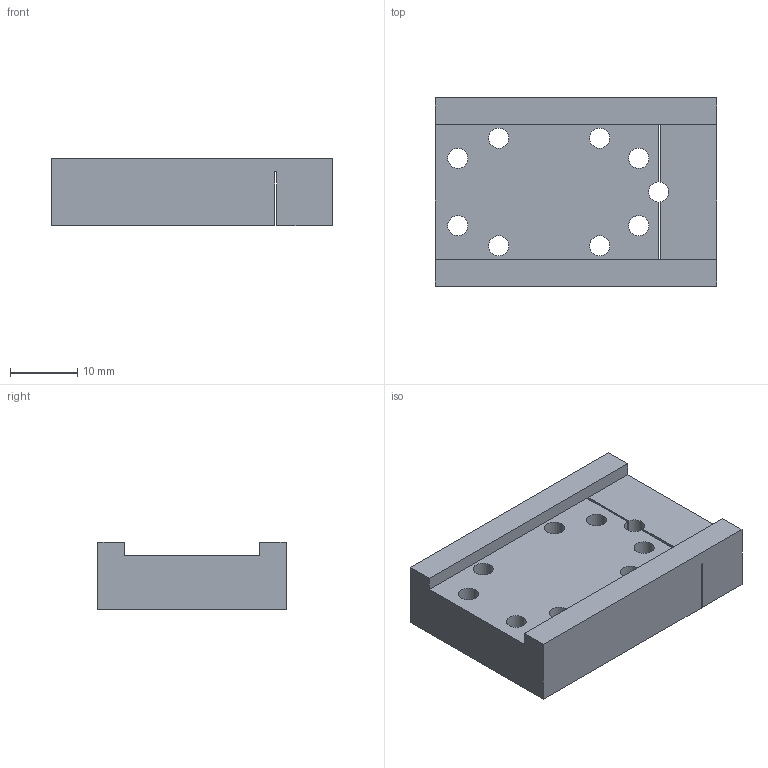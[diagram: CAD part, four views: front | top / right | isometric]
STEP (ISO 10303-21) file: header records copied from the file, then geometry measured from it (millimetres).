
FILE_DESCRIPTION(('FreeCAD Model'),'2;1');
FILE_NAME('Open CASCADE Shape Model','1974-01-01T00:00:00',(''),(''), 'Open CASCADE STEP processor 7.7','FreeCAD','Unknown');
FILE_SCHEMA(('AUTOMOTIVE_DESIGN { 1 0 10303 214 1 1 1 1 }'));
Length unit declared in the file: millimetre
Products named in the file (1): tool_plate_drill_conductor_experimental_step
Bounding box: 41.78 x 28 x 10 mm (x, y, z)
Volume: 9458.2 mm3; surface area: 4754.4 mm2
Topology: 1 solids, 1 shells, 28 faces, 82 edges, 54 vertices
Faces by surface type: plane 18, cylinder 10
Full cylindrical faces by diameter (mm): 3 x8
Entity records: 970 total; most frequent: CARTESIAN_POINT 173, ORIENTED_EDGE 164, DIRECTION 154, EDGE_CURVE 82, VERTEX_POINT 54, LINE 52, VECTOR 52, AXIS2_PLACEMENT_3D 51
